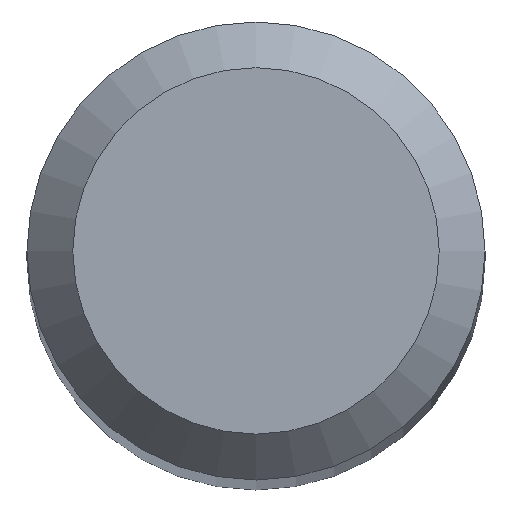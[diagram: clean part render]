
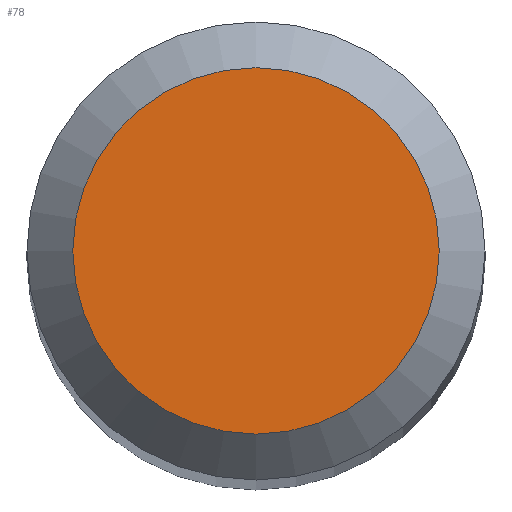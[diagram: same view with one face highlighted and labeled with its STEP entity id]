
A CAD part, top view. The second image highlights one B-rep face of the part: STEP entity #78.
In plain terms, the highlighted planar face has unit normal (0, 0, 1).
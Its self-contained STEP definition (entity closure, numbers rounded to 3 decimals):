
#11 = PLANE ( 'NONE',  #140 ) ;
#39 = CARTESIAN_POINT ( 'NONE',  ( 0., 0.8, 38. ) ) ;
#45 = FACE_OUTER_BOUND ( 'NONE', #160, .T. ) ;
#64 = AXIS2_PLACEMENT_3D ( 'NONE', #105, #200, #143 ) ;
#78 = ADVANCED_FACE ( 'NONE', ( #45 ), #11, .F. ) ;
#105 = CARTESIAN_POINT ( 'NONE',  ( 0., 0., 38. ) ) ;
#115 = CIRCLE ( 'NONE', #64, 0.8 ) ;
#120 = EDGE_CURVE ( 'NONE', #218, #218, #115, .T. ) ;
#128 = DIRECTION ( 'NONE',  ( 0., 0., -1. ) ) ;
#140 = AXIS2_PLACEMENT_3D ( 'NONE', #150, #128, #236 ) ;
#143 = DIRECTION ( 'NONE',  ( 0., 1., 0. ) ) ;
#150 = CARTESIAN_POINT ( 'NONE',  ( 0., 0., 38. ) ) ;
#159 = ORIENTED_EDGE ( 'NONE', *, *, #120, .F. ) ;
#160 = EDGE_LOOP ( 'NONE', ( #159 ) ) ;
#200 = DIRECTION ( 'NONE',  ( 0., 0., -1. ) ) ;
#218 = VERTEX_POINT ( 'NONE', #39 ) ;
#236 = DIRECTION ( 'NONE',  ( 0., 1., 0. ) ) ;
